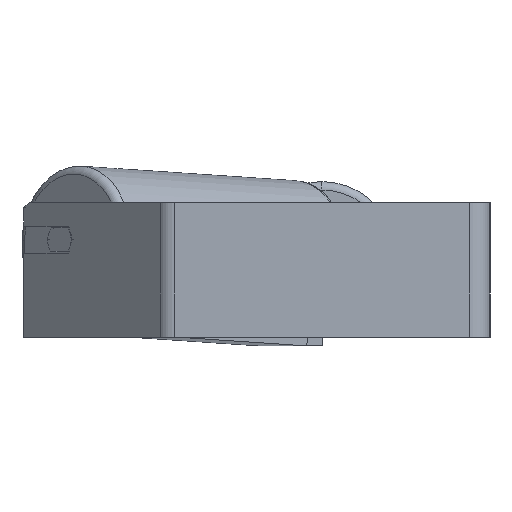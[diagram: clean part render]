
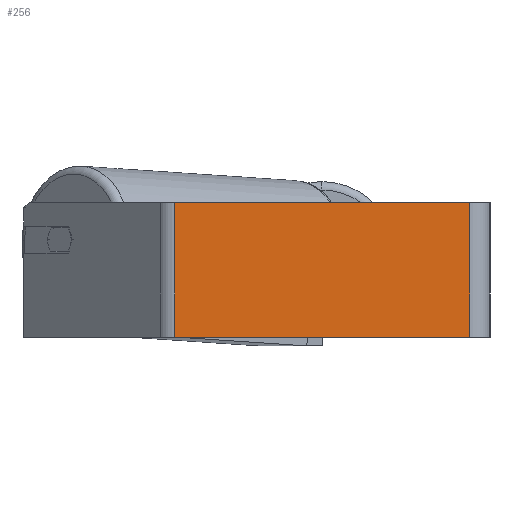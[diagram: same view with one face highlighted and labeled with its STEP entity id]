
A CAD part, left-side view. The second image highlights one B-rep face of the part: STEP entity #256.
In plain terms, the highlighted planar face has unit normal (-1, 0, 0).
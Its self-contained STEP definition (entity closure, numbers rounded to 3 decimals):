
#256 = ADVANCED_FACE ( 'NONE', ( #5684 ), #8462, .F. ) ;
#292 = VECTOR ( 'NONE', #6060, 1000. ) ;
#524 = LINE ( 'NONE', #2749, #3834 ) ;
#542 = ORIENTED_EDGE ( 'NONE', *, *, #4448, .T. ) ;
#1324 = EDGE_CURVE ( 'NONE', #4086, #2693, #8195, .T. ) ;
#1494 = VECTOR ( 'NONE', #3900, 1000. ) ;
#1900 = CARTESIAN_POINT ( 'NONE',  ( -340., 187.5, 40. ) ) ;
#2693 = VERTEX_POINT ( 'NONE', #8345 ) ;
#2749 = CARTESIAN_POINT ( 'NONE',  ( -340., 192.47, 40. ) ) ;
#2934 = CARTESIAN_POINT ( 'NONE',  ( -340., 192.47, 40. ) ) ;
#3029 = EDGE_CURVE ( 'NONE', #4086, #6543, #524, .T. ) ;
#3146 = ORIENTED_EDGE ( 'NONE', *, *, #3029, .F. ) ;
#3323 = DIRECTION ( 'NONE',  ( 0., -1., 0. ) ) ;
#3543 = DIRECTION ( 'NONE',  ( 0., 0., -1. ) ) ;
#3834 = VECTOR ( 'NONE', #3323, 1000. ) ;
#3900 = DIRECTION ( 'NONE',  ( 0., -1., 0. ) ) ;
#3910 = CARTESIAN_POINT ( 'NONE',  ( -340., 187.5, 40. ) ) ;
#4086 = VERTEX_POINT ( 'NONE', #3910 ) ;
#4448 = EDGE_CURVE ( 'NONE', #2693, #4910, #6003, .T. ) ;
#4604 = EDGE_LOOP ( 'NONE', ( #542, #8583, #3146, #6724 ) ) ;
#4910 = VERTEX_POINT ( 'NONE', #7387 ) ;
#5604 = CARTESIAN_POINT ( 'NONE',  ( -340., 12., 40. ) ) ;
#5684 = FACE_OUTER_BOUND ( 'NONE', #4604, .T. ) ;
#5737 = DIRECTION ( 'NONE',  ( 0., 1., 0. ) ) ;
#5978 = AXIS2_PLACEMENT_3D ( 'NONE', #2934, #7198, #5737 ) ;
#6003 = LINE ( 'NONE', #8867, #1494 ) ;
#6060 = DIRECTION ( 'NONE',  ( 0., 0., -1. ) ) ;
#6285 = VECTOR ( 'NONE', #3543, 1000. ) ;
#6543 = VERTEX_POINT ( 'NONE', #7940 ) ;
#6724 = ORIENTED_EDGE ( 'NONE', *, *, #1324, .T. ) ;
#7013 = LINE ( 'NONE', #5604, #6285 ) ;
#7198 = DIRECTION ( 'NONE',  ( 1., 0., 0. ) ) ;
#7387 = CARTESIAN_POINT ( 'NONE',  ( -340., 12., -40. ) ) ;
#7940 = CARTESIAN_POINT ( 'NONE',  ( -340., 12., 40. ) ) ;
#8003 = EDGE_CURVE ( 'NONE', #6543, #4910, #7013, .T. ) ;
#8195 = LINE ( 'NONE', #1900, #292 ) ;
#8345 = CARTESIAN_POINT ( 'NONE',  ( -340., 187.5, -40. ) ) ;
#8462 = PLANE ( 'NONE',  #5978 ) ;
#8583 = ORIENTED_EDGE ( 'NONE', *, *, #8003, .F. ) ;
#8867 = CARTESIAN_POINT ( 'NONE',  ( -340., 192.47, -40. ) ) ;
